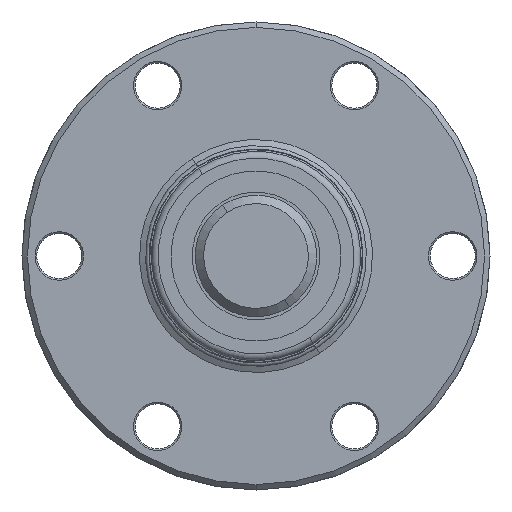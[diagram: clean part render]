
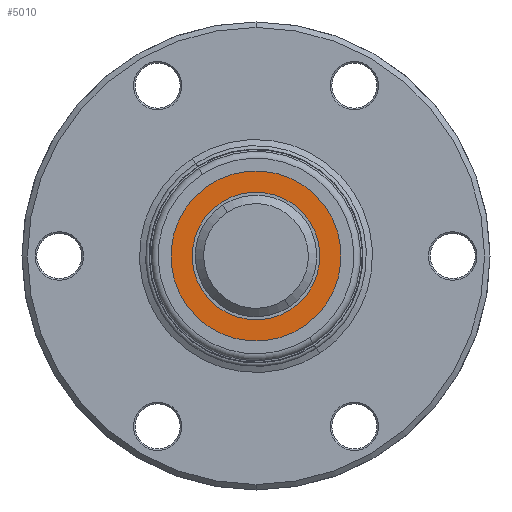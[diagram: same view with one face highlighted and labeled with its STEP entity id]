
A CAD part, front view. The second image highlights one B-rep face of the part: STEP entity #5010.
In plain terms, the highlighted planar face has unit normal (0, -1, 0).
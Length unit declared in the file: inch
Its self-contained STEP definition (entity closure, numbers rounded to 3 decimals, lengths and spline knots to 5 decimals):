
#242 = VERTEX_POINT ( 'NONE', #4684 ) ;
#785 = VERTEX_POINT ( 'NONE', #5265 ) ;
#832 = VERTEX_POINT ( 'NONE', #1777 ) ;
#954 = DIRECTION ( 'NONE',  ( 0.826, 0., -0.564 ) ) ;
#967 = CIRCLE ( 'NONE', #6912, 0.375 ) ;
#1318 = AXIS2_PLACEMENT_3D ( 'NONE', #4197, #6566, #2477 ) ;
#1637 = DIRECTION ( 'NONE',  ( 0., -1., 0. ) ) ;
#1777 = CARTESIAN_POINT ( 'NONE',  ( -0.2051, -3.5559, 0.31394 ) ) ;
#1945 = DIRECTION ( 'NONE',  ( 0., -1., 0. ) ) ;
#1962 = CARTESIAN_POINT ( 'NONE',  ( -0.28191, -3.5559, -0.41295 ) ) ;
#2363 = ORIENTED_EDGE ( 'NONE', *, *, #3094, .F. ) ;
#2431 = CIRCLE ( 'NONE', #1318, 0.375 ) ;
#2472 = DIRECTION ( 'NONE',  ( 0., 0., -1. ) ) ;
#2477 = DIRECTION ( 'NONE',  ( 0., 0., -1. ) ) ;
#2505 = EDGE_CURVE ( 'NONE', #785, #832, #2431, .T. ) ;
#2805 = CIRCLE ( 'NONE', #5546, 0.5 ) ;
#3094 = EDGE_CURVE ( 'NONE', #832, #785, #967, .T. ) ;
#3253 = FACE_OUTER_BOUND ( 'NONE', #3873, .T. ) ;
#3376 = VERTEX_POINT ( 'NONE', #6279 ) ;
#3741 = AXIS2_PLACEMENT_3D ( 'NONE', #1962, #7399, #6779 ) ;
#3850 = CARTESIAN_POINT ( 'NONE',  ( 0., -3.5559, 0. ) ) ;
#3873 = EDGE_LOOP ( 'NONE', ( #5474, #5880 ) ) ;
#4197 = CARTESIAN_POINT ( 'NONE',  ( 0., -3.5559, 0. ) ) ;
#4684 = CARTESIAN_POINT ( 'NONE',  ( -0.41295, -3.5559, 0.28191 ) ) ;
#5010 = ADVANCED_FACE ( 'NONE', ( #6854, #3253 ), #5031, .T. ) ;
#5031 = PLANE ( 'NONE',  #3741 ) ;
#5034 = DIRECTION ( 'NONE',  ( 0.826, 0., -0.564 ) ) ;
#5219 = CARTESIAN_POINT ( 'NONE',  ( 0., -3.5559, 0. ) ) ;
#5265 = CARTESIAN_POINT ( 'NONE',  ( 0.2051, -3.5559, -0.31394 ) ) ;
#5474 = ORIENTED_EDGE ( 'NONE', *, *, #7118, .T. ) ;
#5546 = AXIS2_PLACEMENT_3D ( 'NONE', #5219, #1637, #954 ) ;
#5612 = DIRECTION ( 'NONE',  ( 0., -1., 0. ) ) ;
#5880 = ORIENTED_EDGE ( 'NONE', *, *, #6315, .T. ) ;
#6057 = CIRCLE ( 'NONE', #7174, 0.5 ) ;
#6271 = CARTESIAN_POINT ( 'NONE',  ( 0., -3.5559, 0. ) ) ;
#6279 = CARTESIAN_POINT ( 'NONE',  ( 0.41295, -3.5559, -0.28191 ) ) ;
#6315 = EDGE_CURVE ( 'NONE', #242, #3376, #6057, .T. ) ;
#6474 = ORIENTED_EDGE ( 'NONE', *, *, #2505, .F. ) ;
#6566 = DIRECTION ( 'NONE',  ( 0., -1., 0. ) ) ;
#6779 = DIRECTION ( 'NONE',  ( 0.826, 0., -0.564 ) ) ;
#6854 = FACE_BOUND ( 'NONE', #7536, .T. ) ;
#6912 = AXIS2_PLACEMENT_3D ( 'NONE', #3850, #1945, #2472 ) ;
#7118 = EDGE_CURVE ( 'NONE', #3376, #242, #2805, .T. ) ;
#7174 = AXIS2_PLACEMENT_3D ( 'NONE', #6271, #5612, #5034 ) ;
#7399 = DIRECTION ( 'NONE',  ( 0., -1., 0. ) ) ;
#7536 = EDGE_LOOP ( 'NONE', ( #6474, #2363 ) ) ;
